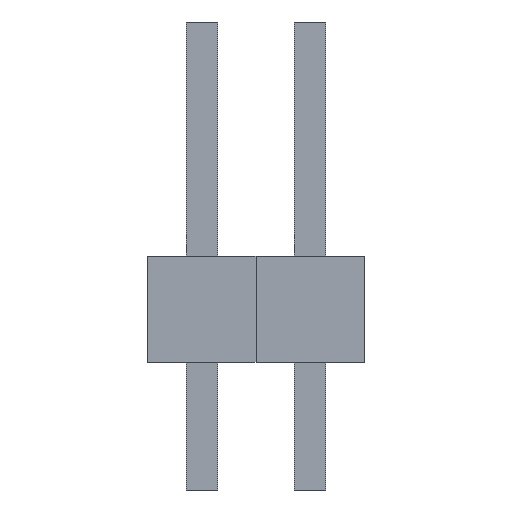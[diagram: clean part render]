
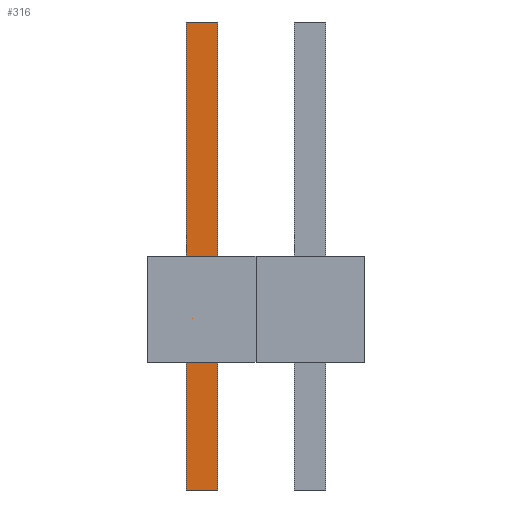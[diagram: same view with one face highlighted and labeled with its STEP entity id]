
A CAD part, front view. The second image highlights one B-rep face of the part: STEP entity #316.
In plain terms, the highlighted planar face has unit normal (0, -1, 0).
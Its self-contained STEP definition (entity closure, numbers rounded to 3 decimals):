
#13=DIRECTION('',(0.,0.,1.));
#14=DIRECTION('',(1.,0.,0.));
#157=VECTOR('',#13,1.);
#164=DIRECTION('',(0.,1.,0.));
#206=VECTOR('',#14,1.);
#270=EDGE_CURVE('',#271,#273,#275,.T.);
#271=VERTEX_POINT('',#272);
#272=CARTESIAN_POINT('',(-0.371,-0.371,-3.));
#273=VERTEX_POINT('',#274);
#274=CARTESIAN_POINT('',(-0.371,-0.371,8.));
#275=LINE('',#272,#157);
#294=ORIENTED_EDGE('',*,*,#295,.F.);
#295=EDGE_CURVE('',#296,#298,#300,.T.);
#296=VERTEX_POINT('',#297);
#297=CARTESIAN_POINT('',(0.371,-0.371,-3.));
#298=VERTEX_POINT('',#299);
#299=CARTESIAN_POINT('',(0.371,-0.371,8.));
#300=LINE('',#297,#157);
#316=ADVANCED_FACE('',(#317),#326,.F.);
#317=FACE_BOUND('',#318,.F.);
#318=EDGE_LOOP('',(#319,#322,#323,#294));
#319=ORIENTED_EDGE('',*,*,#320,.F.);
#320=EDGE_CURVE('',#271,#296,#321,.T.);
#321=LINE('',#272,#206);
#322=ORIENTED_EDGE('',*,*,#270,.T.);
#323=ORIENTED_EDGE('',*,*,#324,.T.);
#324=EDGE_CURVE('',#273,#298,#325,.T.);
#325=LINE('',#274,#206);
#326=PLANE('',#327);
#327=AXIS2_PLACEMENT_3D('',#272,#164,#13);
